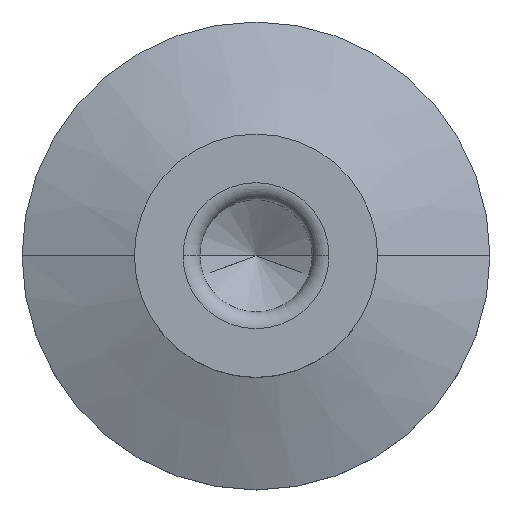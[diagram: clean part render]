
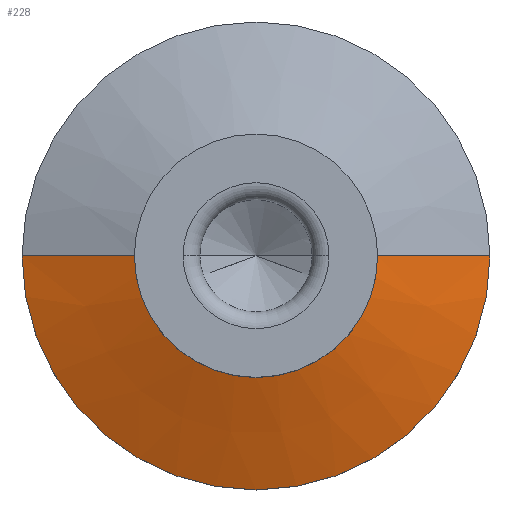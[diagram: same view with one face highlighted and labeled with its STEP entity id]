
A CAD part, top view. The second image highlights one B-rep face of the part: STEP entity #228.
In plain terms, the highlighted conical face has half-angle 69.027 degrees and reference radius 9.5 mm.
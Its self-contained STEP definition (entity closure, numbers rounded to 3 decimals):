
#104=EDGE_CURVE('',#160,#224,#265,.T.);
#106=VERTEX_POINT('',#267);
#124=VERTEX_POINT('',#291);
#126=EDGE_CURVE('',#124,#106,#293,.T.);
#160=VERTEX_POINT('',#332);
#168=EDGE_CURVE('',#124,#224,#340,.T.);
#172=EDGE_CURVE('',#106,#160,#345,.T.);
#224=VERTEX_POINT('',#402);
#228=ADVANCED_FACE('',(#406),#407,.T.);
#265=LINE('',#437,#438);
#267=CARTESIAN_POINT('',(6.5,0.,0.6));
#291=CARTESIAN_POINT('',(12.5,0.,-1.7));
#293=LINE('',#469,#470);
#332=CARTESIAN_POINT('',(-6.5,0.,0.6));
#340=CIRCLE('',#528,12.5);
#345=CIRCLE('',#534,6.5);
#402=CARTESIAN_POINT('',(-12.5,0.,-1.7));
#406=FACE_OUTER_BOUND('',#616,.T.);
#407=CONICAL_SURFACE('',#617,9.5,1.205);
#437=CARTESIAN_POINT('',(-9.5,0.,-0.55));
#438=VECTOR('',#642,1.0);
#469=CARTESIAN_POINT('',(9.5,0.,-0.55));
#470=VECTOR('',#689,1.0);
#528=AXIS2_PLACEMENT_3D('',#751,#752,#753);
#534=AXIS2_PLACEMENT_3D('',#762,#763,#764);
#616=EDGE_LOOP('',(#838,#839,#840,#841));
#617=AXIS2_PLACEMENT_3D('',#842,#843,#844);
#642=DIRECTION('',(-0.934,0.,-0.358));
#689=DIRECTION('',(-0.934,0.,0.358));
#751=CARTESIAN_POINT('',(0.0,0.,-1.7));
#752=DIRECTION('',(-0.0,0.0,-1.0));
#753=DIRECTION('',(-1.0,0.,0.0));
#762=CARTESIAN_POINT('',(0.0,0.,0.6));
#763=DIRECTION('',(-0.0,0.0,-1.0));
#764=DIRECTION('',(-1.0,0.,0.0));
#838=ORIENTED_EDGE('',*,*,#104,.T.);
#839=ORIENTED_EDGE('',*,*,#168,.F.);
#840=ORIENTED_EDGE('',*,*,#126,.T.);
#841=ORIENTED_EDGE('',*,*,#172,.T.);
#842=CARTESIAN_POINT('',(0.0,0.,-0.55));
#843=DIRECTION('',(-0.0,-0.0,-1.0));
#844=DIRECTION('',(-1.0,0.,0.0));
